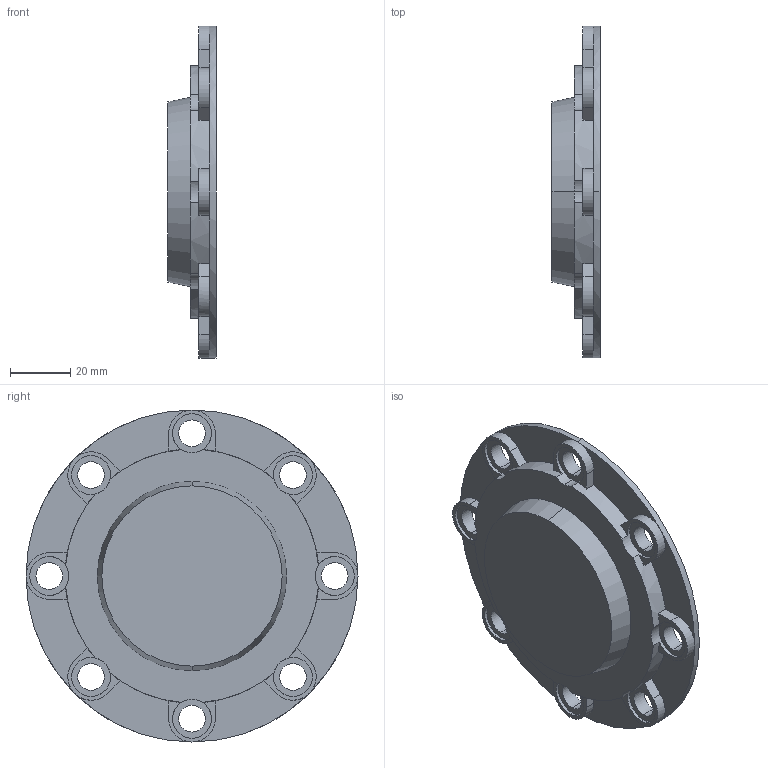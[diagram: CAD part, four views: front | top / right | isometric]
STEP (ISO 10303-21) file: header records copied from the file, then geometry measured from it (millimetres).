
FILE_DESCRIPTION (( 'STEP AP203' ), '1' );
FILE_NAME ('WGA-63M-ACC5.STEP', '2024-10-07T16:02:44', ( '' ), ( '' ), 'SwSTEP 2.0', 'SolidWorks 2023', '' );
FILE_SCHEMA (( 'CONFIG_CONTROL_DESIGN' ));
Length unit declared in the file: millimetre
Products named in the file (1): WGA-63M-ACC5
Bounding box: 16 x 110.5 x 110.5 mm (x, y, z)
Volume: 28867.4 mm3; surface area: 26470.8 mm2
Topology: 1 solids, 1 shells, 107 faces, 292 edges, 191 vertices
Faces by surface type: cylinder 57, plane 46, cone 4
Entity records: 3574 total; most frequent: DIRECTION 675, CARTESIAN_POINT 591, ORIENTED_EDGE 584, EDGE_CURVE 292, AXIS2_PLACEMENT_3D 275, VERTEX_POINT 191, CIRCLE 167, EDGE_LOOP 127
